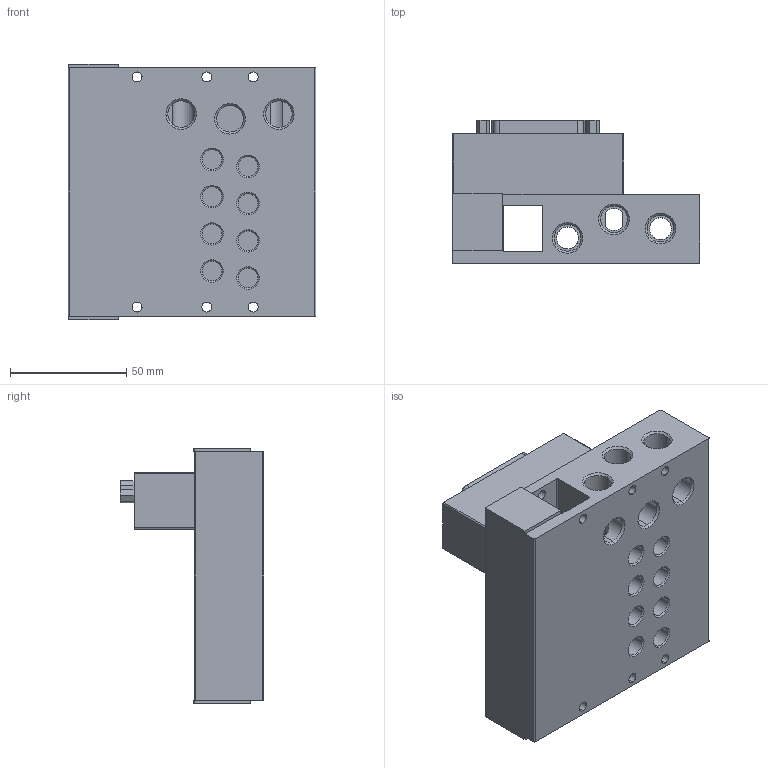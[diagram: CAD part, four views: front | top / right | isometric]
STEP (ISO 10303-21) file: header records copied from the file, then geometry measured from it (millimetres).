
FILE_DESCRIPTION (( 'STEP AP203' ), '1' );
FILE_NAME ('S2VB-4F-06.STEP', '2022-08-02T08:12:00', ( '' ), ( '' ), 'SwSTEP 2.0', 'SolidWorks 2022', '' );
FILE_SCHEMA (( 'CONFIG_CONTROL_DESIGN' ));
Length unit declared in the file: millimetre
Products named in the file (1): S2VB-4F-06
Bounding box: 106.7 x 61.7 x 110 mm (x, y, z)
Volume: 318465.3 mm3; surface area: 64422.9 mm2
Topology: 1 solids, 1 shells, 343 faces, 794 edges, 506 vertices
Faces by surface type: cylinder 155, plane 108, cone 80
Entity records: 10063 total; most frequent: DIRECTION 1882, CARTESIAN_POINT 1758, ORIENTED_EDGE 1588, EDGE_CURVE 794, AXIS2_PLACEMENT_3D 756, VERTEX_POINT 506, EDGE_LOOP 424, CIRCLE 412
